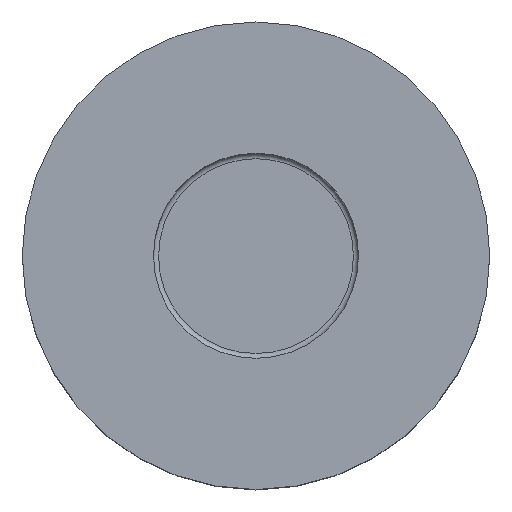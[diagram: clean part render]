
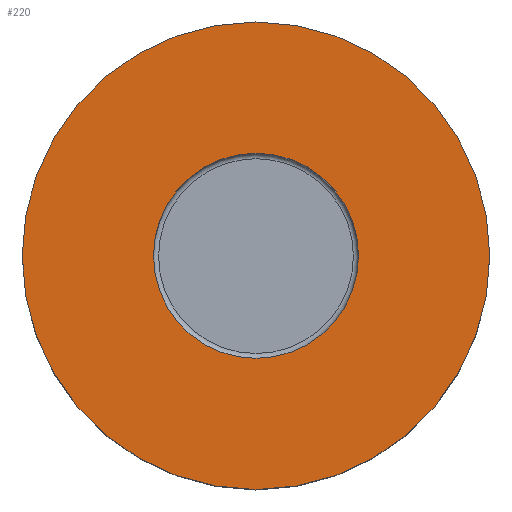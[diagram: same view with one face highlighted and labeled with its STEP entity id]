
A CAD part, top view. The second image highlights one B-rep face of the part: STEP entity #220.
In plain terms, the highlighted planar face has unit normal (0, 0, 1).
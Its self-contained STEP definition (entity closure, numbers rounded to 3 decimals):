
#60=FACE_BOUND('',#333,.T.);
#61=FACE_BOUND('',#334,.T.);
#220=ADVANCED_FACE('',(#60,#61),#262,.T.);
#262=PLANE('',#826);
#333=EDGE_LOOP('',(#452));
#334=EDGE_LOOP('',(#453));
#452=ORIENTED_EDGE('',*,*,#726,.F.);
#453=ORIENTED_EDGE('',*,*,#730,.F.);
#652=VERTEX_POINT('',#1481);
#656=VERTEX_POINT('',#1492);
#726=EDGE_CURVE('',#652,#652,#770,.T.);
#730=EDGE_CURVE('',#656,#656,#774,.T.);
#770=CIRCLE('',#817,22.8);
#774=CIRCLE('',#824,10.);
#817=AXIS2_PLACEMENT_3D('',#1480,#959,#960);
#824=AXIS2_PLACEMENT_3D('',#1491,#973,#974);
#826=AXIS2_PLACEMENT_3D('',#1494,#977,#978);
#959=DIRECTION('',(0.,0.,-1.));
#960=DIRECTION('',(1.,0.,0.));
#973=DIRECTION('',(0.,0.,1.));
#974=DIRECTION('',(1.,0.,0.));
#977=DIRECTION('',(0.,0.,1.));
#978=DIRECTION('',(1.,0.,0.));
#1480=CARTESIAN_POINT('',(0.,0.5,24.5));
#1481=CARTESIAN_POINT('',(22.8,0.5,24.5));
#1491=CARTESIAN_POINT('',(0.,0.5,24.5));
#1492=CARTESIAN_POINT('',(10.,0.5,24.5));
#1494=CARTESIAN_POINT('',(0.,0.5,24.5));
